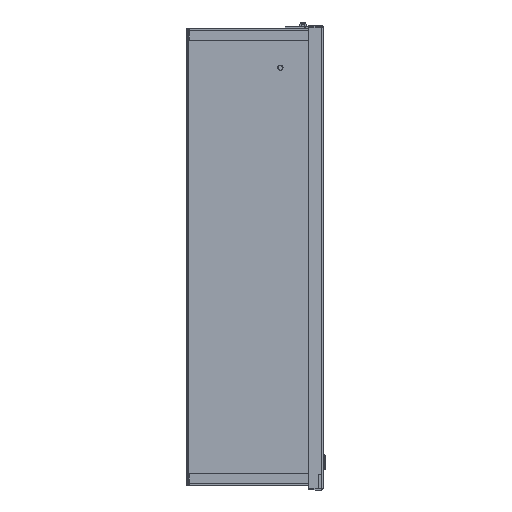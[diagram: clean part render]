
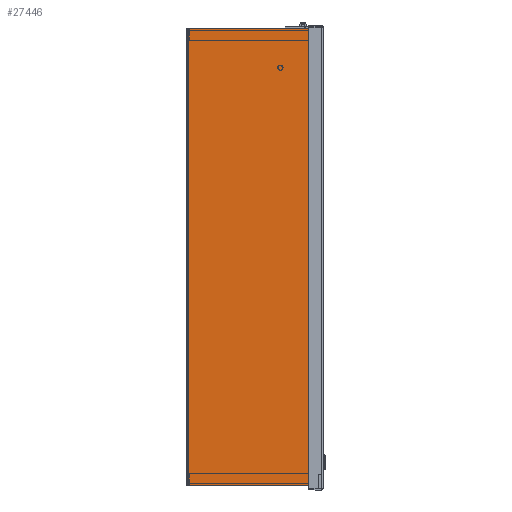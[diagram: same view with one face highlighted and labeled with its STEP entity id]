
A CAD part, front view. The second image highlights one B-rep face of the part: STEP entity #27446.
In plain terms, the highlighted face is planar.
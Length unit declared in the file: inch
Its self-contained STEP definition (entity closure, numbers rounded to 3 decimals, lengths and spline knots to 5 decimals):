
#284 = AXIS2_PLACEMENT_3D ( 'NONE', #36859, #8194, #31223 ) ;
#2140 = EDGE_CURVE ( 'NONE', #4895, #33434, #4874, .T. ) ;
#2812 = VECTOR ( 'NONE', #18374, 39.37008 ) ;
#3268 = LINE ( 'NONE', #26907, #2812 ) ;
#3614 = CARTESIAN_POINT ( 'NONE',  ( -12., -6.892, -18. ) ) ;
#4874 = LINE ( 'NONE', #22561, #36941 ) ;
#4895 = VERTEX_POINT ( 'NONE', #33983 ) ;
#5348 = CARTESIAN_POINT ( 'NONE',  ( 12., -6.892, -18. ) ) ;
#7505 = PLANE ( 'NONE',  #284 ) ;
#8194 = DIRECTION ( 'NONE',  ( 0., 0., -1. ) ) ;
#8881 = EDGE_CURVE ( 'NONE', #4895, #21747, #3268, .T. ) ;
#9544 = DIRECTION ( 'NONE',  ( 0., 1., 0. ) ) ;
#9954 = CARTESIAN_POINT ( 'NONE',  ( -12., -6.892, -18. ) ) ;
#10091 = CARTESIAN_POINT ( 'NONE',  ( -12., -0.108, -18. ) ) ;
#15916 = ORIENTED_EDGE ( 'NONE', *, *, #2140, .F. ) ;
#16327 = LINE ( 'NONE', #23958, #22639 ) ;
#17775 = LINE ( 'NONE', #3614, #36767 ) ;
#18374 = DIRECTION ( 'NONE',  ( 0., -1., 0. ) ) ;
#18403 = VERTEX_POINT ( 'NONE', #9954 ) ;
#20844 = ORIENTED_EDGE ( 'NONE', *, *, #8881, .T. ) ;
#21301 = EDGE_CURVE ( 'NONE', #21747, #18403, #17775, .T. ) ;
#21747 = VERTEX_POINT ( 'NONE', #5348 ) ;
#22561 = CARTESIAN_POINT ( 'NONE',  ( 12., -0.108, -18. ) ) ;
#22639 = VECTOR ( 'NONE', #9544, 39.37008 ) ;
#22943 = DIRECTION ( 'NONE',  ( -1., 0., 0. ) ) ;
#23793 = DIRECTION ( 'NONE',  ( -1., 0., 0. ) ) ;
#23958 = CARTESIAN_POINT ( 'NONE',  ( -12., -0.072, -18. ) ) ;
#25502 = ORIENTED_EDGE ( 'NONE', *, *, #21301, .T. ) ;
#26907 = CARTESIAN_POINT ( 'NONE',  ( 12., -0.072, -18. ) ) ;
#27446 = ADVANCED_FACE ( 'NONE', ( #36092 ), #7505, .T. ) ;
#28498 = EDGE_LOOP ( 'NONE', ( #29822, #15916, #20844, #25502 ) ) ;
#29527 = EDGE_CURVE ( 'NONE', #18403, #33434, #16327, .T. ) ;
#29822 = ORIENTED_EDGE ( 'NONE', *, *, #29527, .T. ) ;
#31223 = DIRECTION ( 'NONE',  ( 0., 1., 0. ) ) ;
#33434 = VERTEX_POINT ( 'NONE', #10091 ) ;
#33983 = CARTESIAN_POINT ( 'NONE',  ( 12., -0.108, -18. ) ) ;
#36092 = FACE_OUTER_BOUND ( 'NONE', #28498, .T. ) ;
#36767 = VECTOR ( 'NONE', #23793, 39.37008 ) ;
#36859 = CARTESIAN_POINT ( 'NONE',  ( -12., -0.0625, -18. ) ) ;
#36941 = VECTOR ( 'NONE', #22943, 39.37008 ) ;
